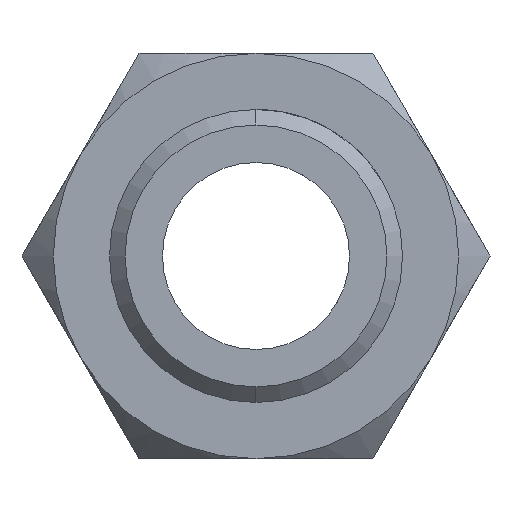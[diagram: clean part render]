
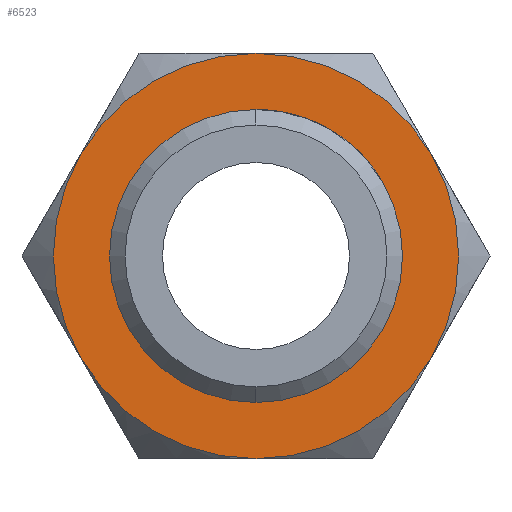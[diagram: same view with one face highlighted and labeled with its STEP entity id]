
A CAD part, left-side view. The second image highlights one B-rep face of the part: STEP entity #6523.
In plain terms, the highlighted planar face has unit normal (-1, 0, 0).
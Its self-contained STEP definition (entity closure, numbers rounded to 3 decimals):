
#101 = CARTESIAN_POINT ( 'NONE',  ( 14., -5.629, 3.25 ) ) ;
#175 = ORIENTED_EDGE ( 'NONE', *, *, #8659, .F. ) ;
#342 = CIRCLE ( 'NONE', #1576, 6.5 ) ;
#386 = ORIENTED_EDGE ( 'NONE', *, *, #4324, .F. ) ;
#404 = DIRECTION ( 'NONE',  ( -1., 0., 0. ) ) ;
#501 = AXIS2_PLACEMENT_3D ( 'NONE', #2097, #4942, #1379 ) ;
#887 = CARTESIAN_POINT ( 'NONE',  ( 14., 5.629, -3.25 ) ) ;
#1196 = CARTESIAN_POINT ( 'NONE',  ( 14., 0., -6.5 ) ) ;
#1359 = EDGE_CURVE ( 'NONE', #1648, #6176, #5120, .T. ) ;
#1379 = DIRECTION ( 'NONE',  ( 0., 0., -1. ) ) ;
#1447 = CIRCLE ( 'NONE', #6835, 6.5 ) ;
#1459 = EDGE_LOOP ( 'NONE', ( #386, #175 ) ) ;
#1576 = AXIS2_PLACEMENT_3D ( 'NONE', #5361, #8292, #1688 ) ;
#1648 = VERTEX_POINT ( 'NONE', #5782 ) ;
#1688 = DIRECTION ( 'NONE',  ( 0., 0., -1. ) ) ;
#1738 = AXIS2_PLACEMENT_3D ( 'NONE', #9481, #4416, #2193 ) ;
#1865 = DIRECTION ( 'NONE',  ( 0., 0., 1. ) ) ;
#1966 = DIRECTION ( 'NONE',  ( 0., 0., -1. ) ) ;
#2097 = CARTESIAN_POINT ( 'NONE',  ( 14., 0., 0. ) ) ;
#2159 = DIRECTION ( 'NONE',  ( 0., 0., 1. ) ) ;
#2193 = DIRECTION ( 'NONE',  ( 0., 0., -1. ) ) ;
#2392 = DIRECTION ( 'NONE',  ( 1., 0., 0. ) ) ;
#2577 = DIRECTION ( 'NONE',  ( 0., 0., -1. ) ) ;
#2579 = ORIENTED_EDGE ( 'NONE', *, *, #1359, .T. ) ;
#3210 = DIRECTION ( 'NONE',  ( -1., 0., 0. ) ) ;
#3407 = DIRECTION ( 'NONE',  ( 1., 0., 0. ) ) ;
#3655 = EDGE_CURVE ( 'NONE', #7700, #8014, #4348, .T. ) ;
#3899 = CIRCLE ( 'NONE', #4374, 4.7 ) ;
#4021 = AXIS2_PLACEMENT_3D ( 'NONE', #8860, #5836, #2159 ) ;
#4042 = AXIS2_PLACEMENT_3D ( 'NONE', #6075, #2392, #6940 ) ;
#4298 = ORIENTED_EDGE ( 'NONE', *, *, #3655, .F. ) ;
#4324 = EDGE_CURVE ( 'NONE', #6618, #8124, #5134, .T. ) ;
#4348 = CIRCLE ( 'NONE', #501, 6.5 ) ;
#4374 = AXIS2_PLACEMENT_3D ( 'NONE', #7060, #404, #6295 ) ;
#4416 = DIRECTION ( 'NONE',  ( 1., 0., 0. ) ) ;
#4890 = EDGE_CURVE ( 'NONE', #7178, #5668, #342, .T. ) ;
#4899 = DIRECTION ( 'NONE',  ( 1., 0., 0. ) ) ;
#4942 = DIRECTION ( 'NONE',  ( 1., 0., 0. ) ) ;
#5120 = CIRCLE ( 'NONE', #4021, 6.5 ) ;
#5134 = CIRCLE ( 'NONE', #8655, 4.7 ) ;
#5138 = EDGE_LOOP ( 'NONE', ( #7424, #5216, #4298, #8323, #2579, #8170 ) ) ;
#5216 = ORIENTED_EDGE ( 'NONE', *, *, #6312, .F. ) ;
#5361 = CARTESIAN_POINT ( 'NONE',  ( 14., 0., 0. ) ) ;
#5668 = VERTEX_POINT ( 'NONE', #887 ) ;
#5782 = CARTESIAN_POINT ( 'NONE',  ( 14., 0., 6.5 ) ) ;
#5836 = DIRECTION ( 'NONE',  ( -1., 0., 0. ) ) ;
#6057 = AXIS2_PLACEMENT_3D ( 'NONE', #9195, #3407, #1966 ) ;
#6075 = CARTESIAN_POINT ( 'NONE',  ( 14., 0., 0. ) ) ;
#6176 = VERTEX_POINT ( 'NONE', #9004 ) ;
#6191 = EDGE_CURVE ( 'NONE', #5668, #6176, #6524, .T. ) ;
#6295 = DIRECTION ( 'NONE',  ( 0., 0., 1. ) ) ;
#6312 = EDGE_CURVE ( 'NONE', #8014, #7178, #7746, .T. ) ;
#6454 = FACE_OUTER_BOUND ( 'NONE', #5138, .T. ) ;
#6523 = ADVANCED_FACE ( 'NONE', ( #6549, #6454 ), #7939, .F. ) ;
#6524 = CIRCLE ( 'NONE', #4042, 6.5 ) ;
#6549 = FACE_BOUND ( 'NONE', #1459, .T. ) ;
#6618 = VERTEX_POINT ( 'NONE', #8649 ) ;
#6835 = AXIS2_PLACEMENT_3D ( 'NONE', #9186, #4899, #2577 ) ;
#6940 = DIRECTION ( 'NONE',  ( 0., 0., -1. ) ) ;
#7060 = CARTESIAN_POINT ( 'NONE',  ( 14., 0., 0. ) ) ;
#7178 = VERTEX_POINT ( 'NONE', #1196 ) ;
#7424 = ORIENTED_EDGE ( 'NONE', *, *, #4890, .F. ) ;
#7501 = CARTESIAN_POINT ( 'NONE',  ( 14., 0., -4.7 ) ) ;
#7700 = VERTEX_POINT ( 'NONE', #101 ) ;
#7746 = CIRCLE ( 'NONE', #6057, 6.5 ) ;
#7751 = CARTESIAN_POINT ( 'NONE',  ( 14., 0., 0. ) ) ;
#7939 = PLANE ( 'NONE',  #1738 ) ;
#8014 = VERTEX_POINT ( 'NONE', #9440 ) ;
#8124 = VERTEX_POINT ( 'NONE', #7501 ) ;
#8170 = ORIENTED_EDGE ( 'NONE', *, *, #6191, .F. ) ;
#8190 = EDGE_CURVE ( 'NONE', #1648, #7700, #1447, .T. ) ;
#8292 = DIRECTION ( 'NONE',  ( 1., 0., 0. ) ) ;
#8323 = ORIENTED_EDGE ( 'NONE', *, *, #8190, .F. ) ;
#8649 = CARTESIAN_POINT ( 'NONE',  ( 14., 0., 4.7 ) ) ;
#8655 = AXIS2_PLACEMENT_3D ( 'NONE', #7751, #3210, #1865 ) ;
#8659 = EDGE_CURVE ( 'NONE', #8124, #6618, #3899, .T. ) ;
#8860 = CARTESIAN_POINT ( 'NONE',  ( 14., 0., 0. ) ) ;
#9004 = CARTESIAN_POINT ( 'NONE',  ( 14., 5.629, 3.25 ) ) ;
#9186 = CARTESIAN_POINT ( 'NONE',  ( 14., 0., 0. ) ) ;
#9195 = CARTESIAN_POINT ( 'NONE',  ( 14., 0., 0. ) ) ;
#9440 = CARTESIAN_POINT ( 'NONE',  ( 14., -5.629, -3.25 ) ) ;
#9481 = CARTESIAN_POINT ( 'NONE',  ( 14., 0., 0. ) ) ;
